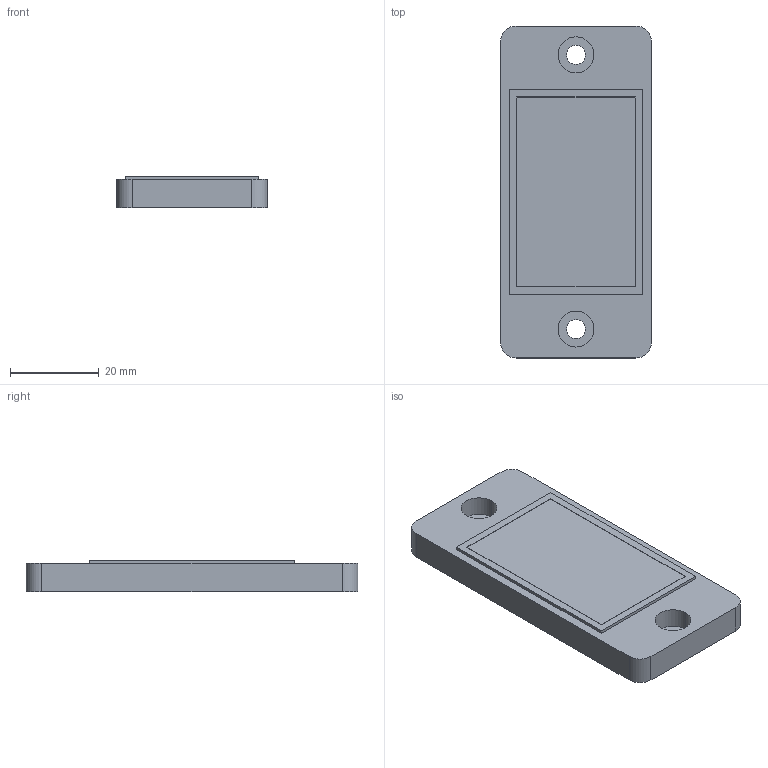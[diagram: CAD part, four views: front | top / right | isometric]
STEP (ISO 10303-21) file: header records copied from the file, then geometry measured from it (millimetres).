
FILE_DESCRIPTION((''),'2;1');
FILE_NAME('E340-20_CB_K04','2017-06-13T',('cmozuch'),(''),'PRO/ENGINEER BY PARAMETRIC TECHNOLOGY CORPORATION, 2015440','PRO/ENGINEER BY PARAMETRIC TECHNOLOGY CORPORATION, 2015440','');
FILE_SCHEMA(('CONFIG_CONTROL_DESIGN'));
Length unit declared in the file: millimetre
Products named in the file (1): E340-20_CB_K04
Bounding box: 34 x 74.8 x 7.2 mm (x, y, z)
Volume: 14686.8 mm3; surface area: 7744 mm2
Topology: 1 solids, 1 shells, 52 faces, 132 edges, 88 vertices
Faces by surface type: plane 30, cylinder 22
Entity records: 2296 total; most frequent: DIRECTION 280, CARTESIAN_POINT 272, ORIENTED_EDGE 264, EDGE_CURVE 132, FILL_AREA_STYLE_COLOUR 104, FILL_AREA_STYLE 104, SURFACE_STYLE_FILL_AREA 104, SURFACE_SIDE_STYLE 104
